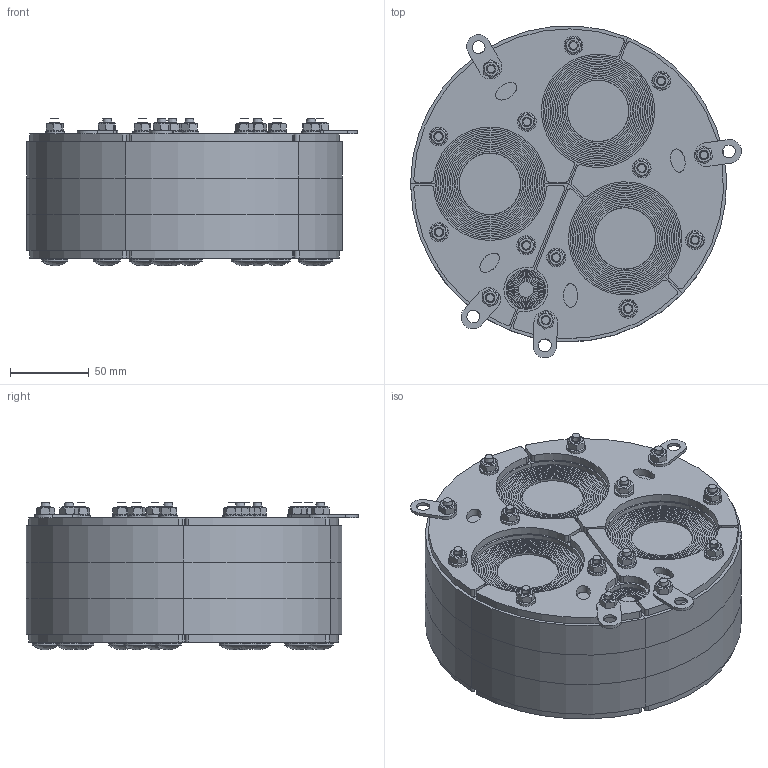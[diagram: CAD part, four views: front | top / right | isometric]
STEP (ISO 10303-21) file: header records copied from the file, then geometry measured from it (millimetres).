
FILE_DESCRIPTION(/* description */ (''),/* implementation_level */ '2;1');
FILE_NAME(/* name */ 'H3+1 201 UG.stp',/* time_stamp */ '2023-01-16T14:12:28+01:00',/* author */ ('se-larlar'),/* organization */ (''),/* preprocessor_version */ 'ST-DEVELOPER v18.1',/* originating_system */ 'Autodesk Inventor 2021',/* authorisation */ '');
FILE_SCHEMA (('AUTOMOTIVE_DESIGN { 1 0 10303 214 3 1 1 }'));
Length unit declared in the file: millimetre
Products named in the file (1): 100-228495_Shrinkwrap_1
Bounding box: 210.41 x 211.11 x 93.79 mm (x, y, z)
Volume: 2296066.9 mm3; surface area: 518421.7 mm2
Topology: 88 solids, 88 shells, 1518 faces, 3472 edges, 2144 vertices
Faces by surface type: plane 988, cylinder 382, cone 126, sphere 14, bspline 8
Full cylindrical faces by diameter (mm): 4.917 x14, 5.7 x42, 6 x14, 6.2 x4, 6.6 x10, 8.2 x4, 10 x1, 12 x10, 16.5 x14, 16.55 x14, 39 x3
Entity records: 44104 total; most frequent: CARTESIAN_POINT 7831, DIRECTION 7334, ORIENTED_EDGE 6944, EDGE_CURVE 3472, AXIS2_PLACEMENT_3D 2631, VERTEX_POINT 2144, LINE 2072, VECTOR 2072
